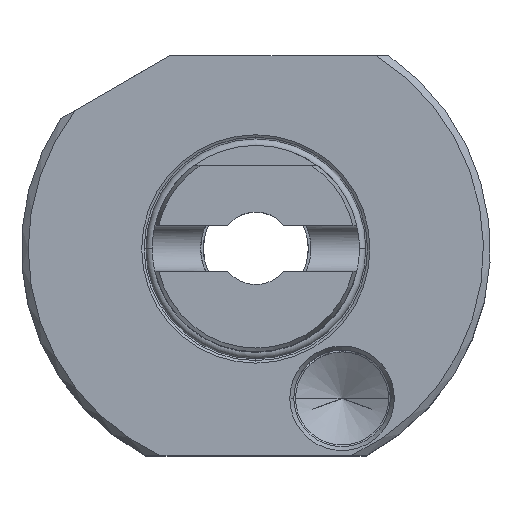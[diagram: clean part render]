
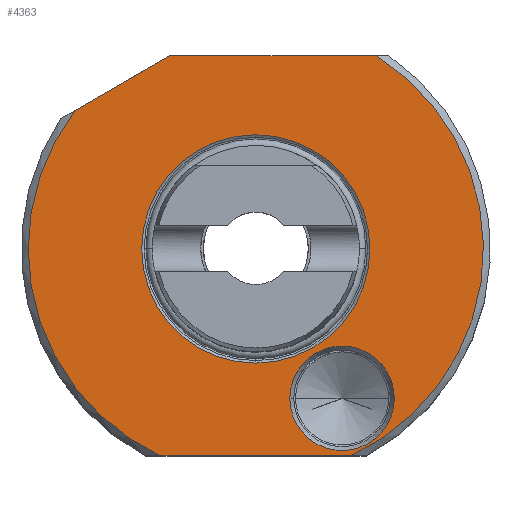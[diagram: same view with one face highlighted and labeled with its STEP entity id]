
A CAD part, top view. The second image highlights one B-rep face of the part: STEP entity #4363.
In plain terms, the highlighted planar face has unit normal (0, 0, 1).
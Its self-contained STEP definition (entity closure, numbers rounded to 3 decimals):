
#1190=CARTESIAN_POINT('',(0,0,0.5));
#1191=DIRECTION('',(0,0,1));
#1192=DIRECTION('',(0,1,0));
#1193=AXIS2_PLACEMENT_3D('',#1190,#1191,#1192);
#1195=CARTESIAN_POINT('',(0,0,0.5));
#1196=DIRECTION('',(0,0,-1));
#1197=DIRECTION('',(0,1,0));
#1198=AXIS2_PLACEMENT_3D('',#1195,#1196,#1197);
#1200=CARTESIAN_POINT('',(12.5,-21.651,0.5));
#1201=DIRECTION('',(0,0,1));
#1202=DIRECTION('',(-1,0,0));
#1203=AXIS2_PLACEMENT_3D('',#1200,#1201,#1202);
#1205=CARTESIAN_POINT('',(12.5,-21.651,0.5));
#1206=DIRECTION('',(0,0,1));
#1207=DIRECTION('',(1,0,0));
#1208=AXIS2_PLACEMENT_3D('',#1205,#1206,#1207);
#1210=DIRECTION('',(0.866,0.5,0));
#1211=VECTOR('',#1210,15.814);
#1212=CARTESIAN_POINT('',(-26.178,20.093,0.5));
#1213=LINE('',#1212,#1211);
#1214=DIRECTION('',(-1,0,0));
#1215=VECTOR('',#1214,29.947);
#1216=CARTESIAN_POINT('',(17.464,28,0.5));
#1217=LINE('',#1216,#1215);
#1218=CARTESIAN_POINT('',(0,0,0.5));
#1219=DIRECTION('',(0,0,1));
#1220=DIRECTION('',(0.417,-0.909,0));
#1221=AXIS2_PLACEMENT_3D('',#1218,#1219,#1220);
#1223=DIRECTION('',(-1,0,0));
#1224=VECTOR('',#1223,27.495);
#1225=CARTESIAN_POINT('',(13.748,-30,0.5));
#1226=LINE('',#1225,#1224);
#1227=CARTESIAN_POINT('',(0,0,0.5));
#1228=DIRECTION('',(0,0,1));
#1229=DIRECTION('',(-0.793,0.609,0));
#1230=AXIS2_PLACEMENT_3D('',#1227,#1228,#1229);
#1513=CARTESIAN_POINT('',(17.464,28,0.5));
#2626=CARTESIAN_POINT('',(0,16.55,0.5));
#2628=VERTEX_POINT('',#2626);
#2632=CARTESIAN_POINT('',(0,-16.55,0.5));
#2634=VERTEX_POINT('',#2632);
#2830=CARTESIAN_POINT('',(4.923,-21.651,0.5));
#2831=CARTESIAN_POINT('',(20.078,-21.651,0.5));
#2832=VERTEX_POINT('',#2830);
#2833=VERTEX_POINT('',#2831);
#2872=CARTESIAN_POINT('',(13.748,-30,0.5));
#2873=CARTESIAN_POINT('',(-13.748,-30,0.5));
#2874=VERTEX_POINT('',#2872);
#2875=VERTEX_POINT('',#2873);
#2880=VERTEX_POINT('',#1513);
#2925=CARTESIAN_POINT('',(-26.178,20.093,0.5));
#2926=CARTESIAN_POINT('',(-12.483,28,0.5));
#2927=VERTEX_POINT('',#2925);
#2928=VERTEX_POINT('',#2926);
#4338=CARTESIAN_POINT('',(0,0,0.5));
#4339=DIRECTION('',(0,0,-1));
#4340=DIRECTION('',(0,-1,0));
#4341=AXIS2_PLACEMENT_3D('',#4338,#4339,#4340);
#4342=PLANE('',#4341);
#4343=ORIENTED_EDGE('',*,*,#3314,.T.);
#4344=ORIENTED_EDGE('',*,*,#3344,.F.);
#4346=ORIENTED_EDGE('',*,*,#4345,.F.);
#4348=ORIENTED_EDGE('',*,*,#4347,.T.);
#4350=ORIENTED_EDGE('',*,*,#4349,.F.);
#4351=EDGE_LOOP('',(#4343,#4344,#4346,#4348,#4350));
#4352=FACE_OUTER_BOUND('',#4351,.F.);
#4354=ORIENTED_EDGE('',*,*,#4353,.T.);
#4356=ORIENTED_EDGE('',*,*,#4355,.T.);
#4357=EDGE_LOOP('',(#4354,#4356));
#4358=FACE_BOUND('',#4357,.F.);
#4359=ORIENTED_EDGE('',*,*,#4320,.T.);
#4360=ORIENTED_EDGE('',*,*,#4331,.F.);
#4361=EDGE_LOOP('',(#4359,#4360));
#4362=FACE_BOUND('',#4361,.F.);
#4363=ADVANCED_FACE('',(#4352,#4358,#4362),#4342,.F.);
#1194=CIRCLE('',#1193,16.55);
#1199=CIRCLE('',#1198,16.55);
#1204=CIRCLE('',#1203,7.578);
#1209=CIRCLE('',#1208,7.578);
#1222=CIRCLE('',#1221,33);
#1231=CIRCLE('',#1230,33);
#3314=EDGE_CURVE('',#2927,#2928,#1213,.T.);
#3344=EDGE_CURVE('',#2880,#2928,#1217,.T.);
#4320=EDGE_CURVE('',#2628,#2634,#1194,.T.);
#4331=EDGE_CURVE('',#2628,#2634,#1199,.T.);
#4345=EDGE_CURVE('',#2874,#2880,#1222,.T.);
#4347=EDGE_CURVE('',#2874,#2875,#1226,.T.);
#4349=EDGE_CURVE('',#2927,#2875,#1231,.T.);
#4353=EDGE_CURVE('',#2832,#2833,#1204,.T.);
#4355=EDGE_CURVE('',#2833,#2832,#1209,.T.);
